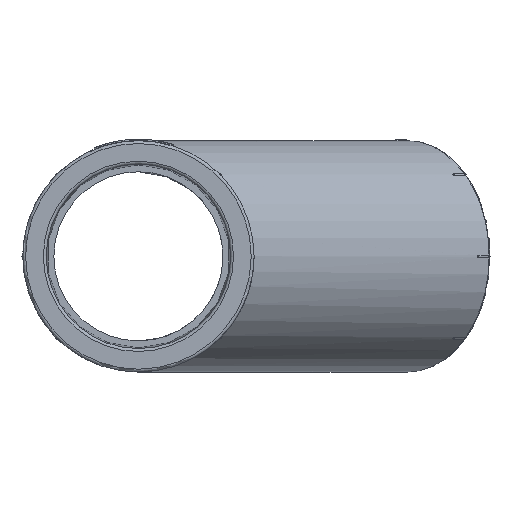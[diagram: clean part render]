
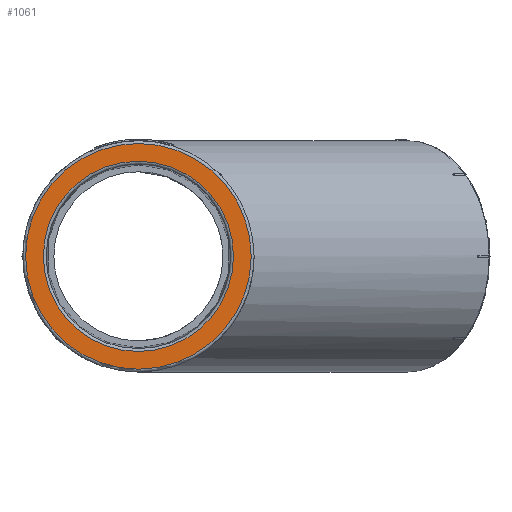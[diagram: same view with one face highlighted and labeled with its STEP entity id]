
A CAD part, front view. The second image highlights one B-rep face of the part: STEP entity #1061.
In plain terms, the highlighted planar face has unit normal (0, -1, 0).
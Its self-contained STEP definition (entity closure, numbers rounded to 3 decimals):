
#198=FACE_BOUND('',#1743,.T.);
#199=FACE_BOUND('',#1744,.T.);
#840=CIRCLE('',#5546,16.647);
#841=CIRCLE('',#5548,19.75);
#1061=ADVANCED_FACE('',(#198,#199),#1268,.T.);
#1268=PLANE('',#5549);
#1743=EDGE_LOOP('',(#2824));
#1744=EDGE_LOOP('',(#2825));
#2824=ORIENTED_EDGE('',*,*,#4529,.T.);
#2825=ORIENTED_EDGE('',*,*,#4528,.F.);
#3850=VERTEX_POINT('',#11989);
#3851=VERTEX_POINT('',#11992);
#4528=EDGE_CURVE('',#3850,#3850,#840,.T.);
#4529=EDGE_CURVE('',#3851,#3851,#841,.T.);
#5546=AXIS2_PLACEMENT_3D('',#11988,#6464,#6465);
#5548=AXIS2_PLACEMENT_3D('',#11991,#6468,#6469);
#5549=AXIS2_PLACEMENT_3D('',#11993,#6470,#6471);
#6464=DIRECTION('',(0.,-1.,0.));
#6465=DIRECTION('',(0.,0.,-1.));
#6468=DIRECTION('',(0.,-1.,0.));
#6469=DIRECTION('',(0.,0.,-1.));
#6470=DIRECTION('',(0.,-1.,0.));
#6471=DIRECTION('',(0.,0.,-1.));
#11988=CARTESIAN_POINT('',(1583.76,927.126,0.));
#11989=CARTESIAN_POINT('',(1583.76,927.126,-16.647));
#11991=CARTESIAN_POINT('',(1583.76,927.126,0.));
#11992=CARTESIAN_POINT('',(1583.76,927.126,-19.75));
#11993=CARTESIAN_POINT('',(1567.113,927.126,0.));
